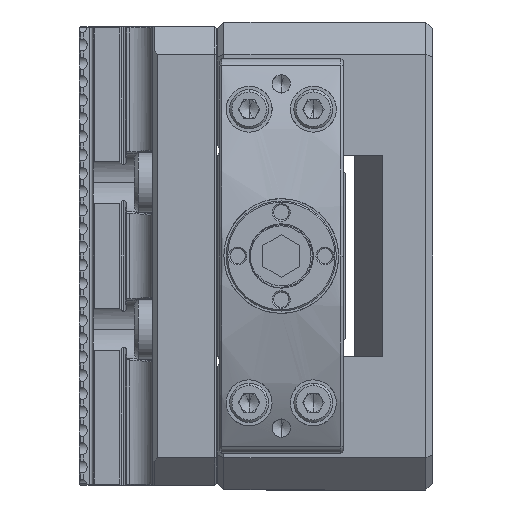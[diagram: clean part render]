
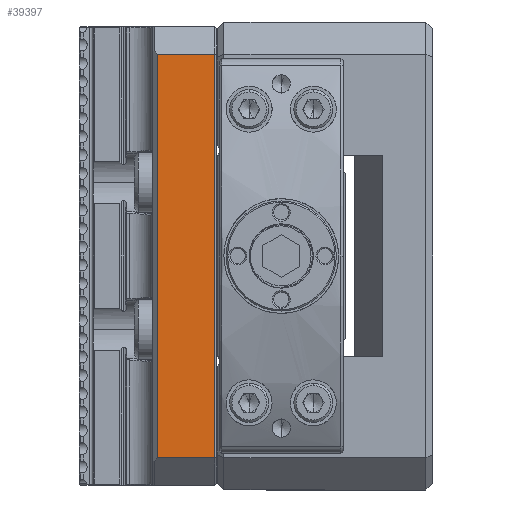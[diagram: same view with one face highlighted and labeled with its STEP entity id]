
A CAD part, left-side view. The second image highlights one B-rep face of the part: STEP entity #39397.
In plain terms, the highlighted planar face has unit normal (-1, 0, 0).
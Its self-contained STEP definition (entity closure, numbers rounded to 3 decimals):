
#39285 = ORIENTED_EDGE ( 'NONE', *, *, #39371, .T. ) ;
#39371 = EDGE_CURVE ( 'NONE', #39406, #39404, #79660, .T. ) ;
#39372 = EDGE_CURVE ( 'NONE', #39404, #39409, #79656, .T. ) ;
#39388 = ORIENTED_EDGE ( 'NONE', *, *, #39390, .T. ) ;
#39389 = ORIENTED_EDGE ( 'NONE', *, *, #39372, .T. ) ;
#39390 = EDGE_CURVE ( 'NONE', #39409, #39399, #79719, .T. ) ;
#39396 = EDGE_LOOP ( 'NONE', ( #39388, #39402, #39285, #39389 ) ) ;
#39397 = ADVANCED_FACE ( 'NONE', ( #79694 ), #79720, .F. ) ;
#39399 = VERTEX_POINT ( 'NONE', #79753 ) ;
#39402 = ORIENTED_EDGE ( 'NONE', *, *, #39403, .T. ) ;
#39403 = EDGE_CURVE ( 'NONE', #39399, #39406, #79749, .T. ) ;
#39404 = VERTEX_POINT ( 'NONE', #79751 ) ;
#39406 = VERTEX_POINT ( 'NONE', #79750 ) ;
#39409 = VERTEX_POINT ( 'NONE', #79745 ) ;
#79311 = CARTESIAN_POINT ( 'NONE',  ( -93.221, 61., 50. ) ) ;
#79495 = DIRECTION ( 'NONE',  ( 0., 0., -1. ) ) ;
#79496 = DIRECTION ( 'NONE',  ( 1., 0., 0. ) ) ;
#79653 = DIRECTION ( 'NONE',  ( 0., 0., 1. ) ) ;
#79654 = VECTOR ( 'NONE', #79653, 1000. ) ;
#79655 = CARTESIAN_POINT ( 'NONE',  ( -93.221, 47.5, 50. ) ) ;
#79656 = LINE ( 'NONE', #79655, #79654 ) ;
#79657 = DIRECTION ( 'NONE',  ( 0., -1., 0. ) ) ;
#79658 = VECTOR ( 'NONE', #79657, 1000. ) ;
#79659 = CARTESIAN_POINT ( 'NONE',  ( -93.221, 47., -44. ) ) ;
#79660 = LINE ( 'NONE', #79659, #79658 ) ;
#79683 = AXIS2_PLACEMENT_3D ( 'NONE', #79311, #79496, #79495 ) ;
#79694 = FACE_OUTER_BOUND ( 'NONE', #39396, .T. ) ;
#79716 = DIRECTION ( 'NONE',  ( 0., 1., 0. ) ) ;
#79717 = VECTOR ( 'NONE', #79716, 1000. ) ;
#79718 = CARTESIAN_POINT ( 'NONE',  ( -93.221, 61., 44. ) ) ;
#79719 = LINE ( 'NONE', #79718, #79717 ) ;
#79720 = PLANE ( 'NONE',  #79683 ) ;
#79745 = CARTESIAN_POINT ( 'NONE',  ( -93.221, 47.5, 44. ) ) ;
#79746 = DIRECTION ( 'NONE',  ( 0., 0., -1. ) ) ;
#79747 = VECTOR ( 'NONE', #79746, 1000. ) ;
#79748 = CARTESIAN_POINT ( 'NONE',  ( -93.221, 60., 50. ) ) ;
#79749 = LINE ( 'NONE', #79748, #79747 ) ;
#79750 = CARTESIAN_POINT ( 'NONE',  ( -93.221, 60., -44. ) ) ;
#79751 = CARTESIAN_POINT ( 'NONE',  ( -93.221, 47.5, -44. ) ) ;
#79753 = CARTESIAN_POINT ( 'NONE',  ( -93.221, 60., 44. ) ) ;
